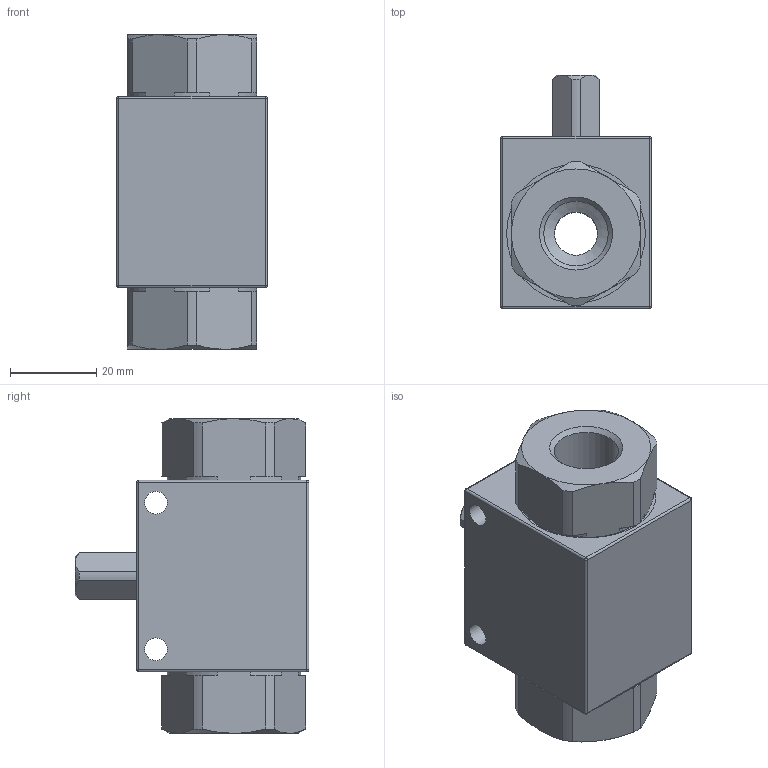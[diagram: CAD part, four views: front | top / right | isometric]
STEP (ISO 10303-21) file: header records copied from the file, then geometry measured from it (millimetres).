
FILE_DESCRIPTION(/* description */ ('Unknown'),/* implementation_level */ '2;1');
FILE_NAME(/* name */ '4500-03-0002',/* time_stamp */ '2022-10-12T13:51:47+02:00',/* author */ ('Unknown'),/* organization */ ('Unknown'),/* preprocessor_version */ 'ST-DEVELOPER v16.7',/* originating_system */ 'Solid Edge',/* authorisation */ 'Unknown');
FILE_SCHEMA (('AUTOMOTIVE_DESIGN {1 0 10303 214 3 1 1}'));
Length unit declared in the file: millimetre
Products named in the file (1): 4500_9769-03
Bounding box: 35 x 54.25 x 73 mm (x, y, z)
Volume: 61959.1 mm3; surface area: 21264.6 mm2
Topology: 1 solids, 4 shells, 170 faces, 405 edges, 248 vertices
Faces by surface type: cylinder 60, cone 49, plane 46, sphere 8, torus 7
Full cylindrical faces by diameter (mm): 3.242 x4, 5 x1, 5.25 x2, 10 x2, 14 x1, 14.95 x2, 17 x1, 22.7 x2, 24.4 x1, 26.7 x2, 32.2 x2
Entity records: 5653 total; most frequent: CARTESIAN_POINT 878, DIRECTION 782, ORIENTED_EDGE 662, AXIS2_PLACEMENT_3D 337, EDGE_CURVE 331, FACE_BOUND 239, EDGE_LOOP 234, VERTEX_POINT 228
